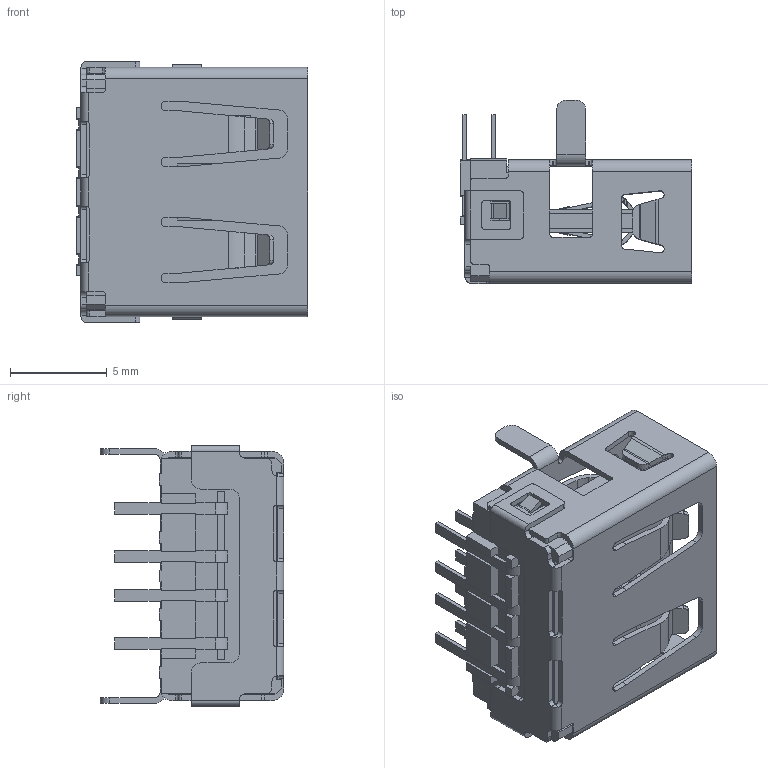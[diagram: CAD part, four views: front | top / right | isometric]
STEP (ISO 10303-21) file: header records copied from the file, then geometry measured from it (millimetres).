
FILE_DESCRIPTION((''),'2;1');
FILE_NAME('PRODUCT_2258','2025-12-21T13:30:45',('Administrator'),(''),'CREO PARAMETRIC BY PTC INC, 2022073','CREO PARAMETRIC BY PTC INC, 2022073','');
FILE_SCHEMA(('AUTOMOTIVE_DESIGN { 1 0 10303 214 1 1 1 1 }'));
Length unit declared in the file: millimetre
Products named in the file (1): PRODUCT_2258
Bounding box: 12 x 9.5 x 13.55 mm (x, y, z)
Volume: 439.7 mm3; surface area: 1373.2 mm2
Topology: 1 solids, 1 shells, 746 faces, 2229 edges, 1458 vertices
Faces by surface type: plane 507, cylinder 215, extrusion 12, bspline 8, cone 4
Entity records: 32319 total; most frequent: CARTESIAN_POINT 5354, ORIENTED_EDGE 4458, DIRECTION 3911, PRESENTATION_STYLE_ASSIGNMENT 2230, STYLED_ITEM 2230, CURVE_STYLE 2229, EDGE_CURVE 2229, VECTOR 1695
